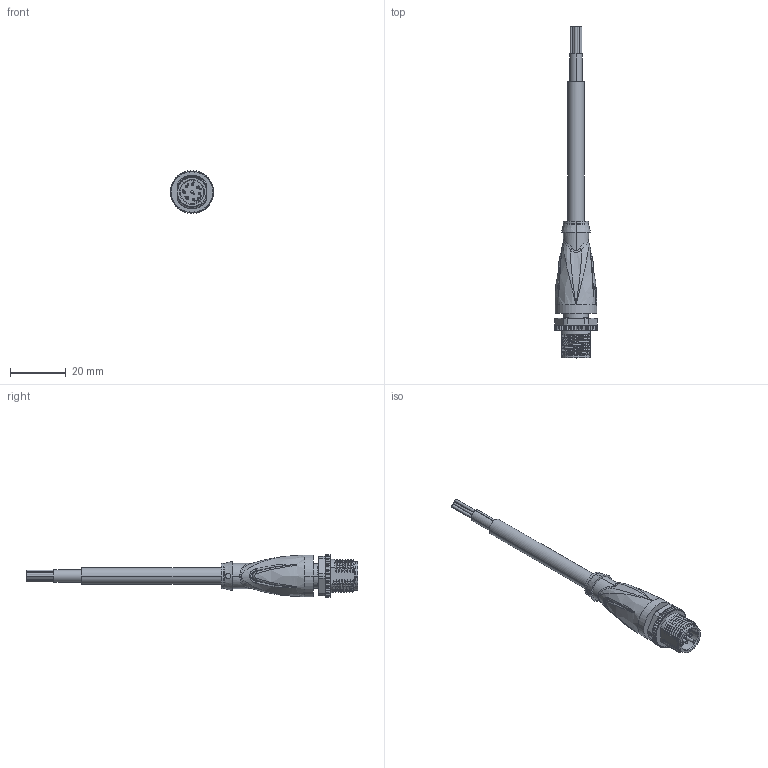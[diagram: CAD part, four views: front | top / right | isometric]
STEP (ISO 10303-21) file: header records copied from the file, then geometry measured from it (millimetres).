
FILE_DESCRIPTION(('STEP AP214'),'1');
FILE_NAME('cctmp_A67A4318-7FD6-4D0E-AABB-A7F3689795FA_2022_04_27_10_49_50_0268..stp','2022-04-27T08:49:55',('KiM GmbH'),('CADClick - www.CADClick.com'),'Spatial InterOp 3D postprocessed',' ','unknown authorization');
FILE_SCHEMA(('AUTOMOTIVE_DESIGN'));
Length unit declared in the file: millimetre
Products named in the file (7): T193898_1; Connection2; Cable; Connection1; Connection1_2; Connection1_1; T193898
Assembly tree (6 placements, depth 4):
  T193898
    T193898_1
      Connection2
      Cable
      Connection1
        Connection1_2
        Connection1_1
Bounding box: 15.4 x 119.1 x 15.37 mm (x, y, z)
Volume: 7122.6 mm3; surface area: 6267.1 mm2
Topology: 13 solids, 14 shells, 1635 faces, 4327 edges, 2762 vertices
Faces by surface type: plane 873, cylinder 350, torus 157, bspline 145, cone 94, sphere 16
Entity records: 68641 total; most frequent: CARTESIAN_POINT 23847, ORIENTED_EDGE 8600, DIRECTION 7825, EDGE_CURVE 4300, VERTEX_POINT 2762, LINE 2621, VECTOR 2621, AXIS2_PLACEMENT_3D 2602
